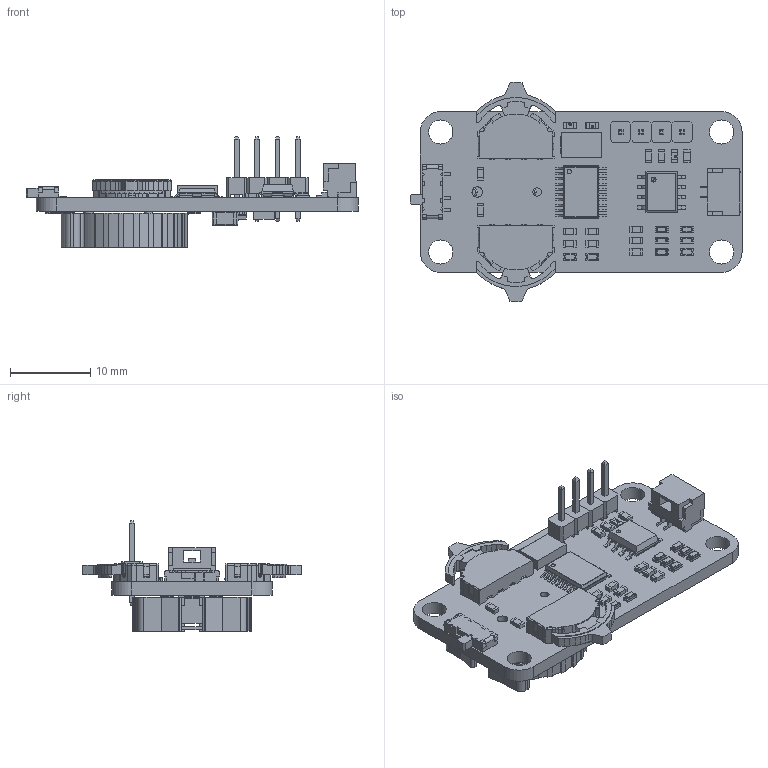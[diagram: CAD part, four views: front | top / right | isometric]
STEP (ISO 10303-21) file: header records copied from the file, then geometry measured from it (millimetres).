
FILE_DESCRIPTION(('Open CASCADE Model'),'2;1');
FILE_NAME('Open CASCADE Shape Model','2021-10-25T21:07:22',('Author'),( 'Open CASCADE'),'Open CASCADE STEP processor 6.8','Open CASCADE 6.8' ,'Unknown');
FILE_SCHEMA(('AUTOMOTIVE_DESIGN { 1 0 10303 214 1 1 1 1 }'));
Length unit declared in the file: millimetre
Products named in the file (89): PCB; Board; Open CASCADE STEP translator 6.8 2.1.1; P1; HEADER; C5; 6061801808; Fillet1; Fillet2; body2; C6; S3; 6061789968; L1; 6062070048; Extruded; B1; 6061797728; Holder; Lower_Contact; Rear_Contact; U2; 6061798688; Body; PinsArrayLR; P2; JST_GH_SM02B-GHS-TB_1x02-1MP_P1.25mm_Horizontal; XT1; 6061943008; ('pin',_'1'); ('pin',_'2'); C3; User_Library-0603_SMD_Capacitor; C2; S2; tm-2023; S1; R12; 6061799408; term1 ...
Assembly tree (106 placements, depth 4):
  PCB
    Board
      Open CASCADE STEP translator 6.8 2.1.1
    P1
      HEADER  x4
    C5
      6061801808
        Fillet1
        Fillet2
        body2
    C6
      6061801808
        Fillet1
        Fillet2
        body2
    S3
      6061789968
    L1
      6062070048
        Extruded
    B1
      6061797728
        Holder
        Lower_Contact
        Rear_Contact
    U2
      6061798688
        Body
        PinsArrayLR
    P2
      JST_GH_SM02B-GHS-TB_1x02-1MP_P1.25mm_Horizontal
    XT1
      6061943008
        Body
        ('pin',_'1')
        ('pin',_'2')
    C3
      User_Library-0603_SMD_Capacitor
    C2
      User_Library-0603_SMD_Capacitor
    S2
      tm-2023
    S1
      tm-2023
    R12
      6061799408
        term1
        term2
        body
    R11
      6061793168
        term1
        term2
        body
    R2
      6062249648
        term1
        term2
        body
    R1
Bounding box: 41.28 x 27.27 x 13.75 mm (x, y, z)
Volume: 2167 mm3; surface area: 4457.7 mm2
Topology: 102 solids, 102 shells, 3861 faces, 10240 edges, 6633 vertices
Faces by surface type: plane 2986, cylinder 644, bspline 135, sphere 72, cone 20, torus 4
Full cylindrical faces by diameter (mm): 0.156 x1, 0.55 x1, 0.9 x2, 1 x4, 1.05 x1, 1.1 x4, 1.3 x1, 3 x4
Entity records: 81993 total; most frequent: CARTESIAN_POINT 16043, ORIENTED_EDGE 12682, DIRECTION 11983, EDGE_CURVE 6341, LINE 5361, VECTOR 5361, VERTEX_POINT 4151, AXIS2_PLACEMENT_3D 3311
